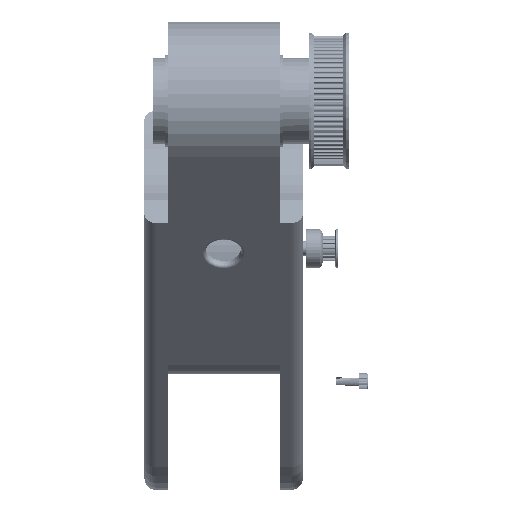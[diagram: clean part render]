
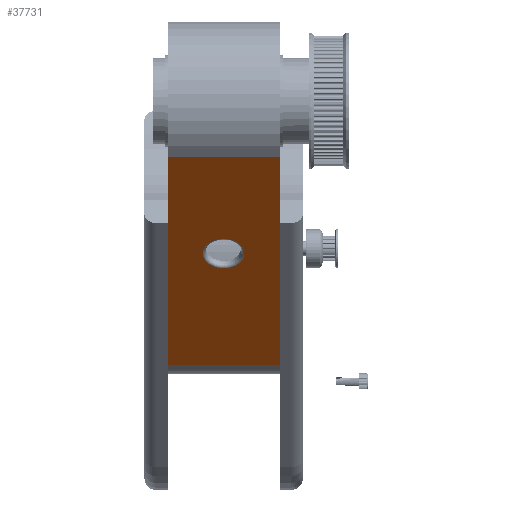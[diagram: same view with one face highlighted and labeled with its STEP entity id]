
A CAD part, front view. The second image highlights one B-rep face of the part: STEP entity #37731.
In plain terms, the highlighted face is planar.
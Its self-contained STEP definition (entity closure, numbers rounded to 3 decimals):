
#2233=FACE_BOUND('',#6554,.T.);
#2761=PLANE('',#40513);
#4347=FACE_OUTER_BOUND('',#6553,.T.);
#6553=EDGE_LOOP('',(#29830,#29831,#29832,#29833));
#6554=EDGE_LOOP('',(#29834));
#8847=LINE('',#107884,#11001);
#8848=LINE('',#107886,#11002);
#8849=LINE('',#107888,#11003);
#8850=LINE('',#107889,#11004);
#11001=VECTOR('',#47656,10.);
#11002=VECTOR('',#47657,10.);
#11003=VECTOR('',#47658,10.);
#11004=VECTOR('',#47659,10.);
#12320=CIRCLE('',#40508,7.25);
#16090=VERTEX_POINT('',#107835);
#16098=VERTEX_POINT('',#107882);
#16099=VERTEX_POINT('',#107883);
#16100=VERTEX_POINT('',#107885);
#16101=VERTEX_POINT('',#107887);
#21146=EDGE_CURVE('',#16090,#16090,#12320,.T.);
#21156=EDGE_CURVE('',#16098,#16099,#8847,.T.);
#21157=EDGE_CURVE('',#16100,#16098,#8848,.T.);
#21158=EDGE_CURVE('',#16101,#16100,#8849,.T.);
#21159=EDGE_CURVE('',#16101,#16099,#8850,.T.);
#29830=ORIENTED_EDGE('',*,*,#21156,.F.);
#29831=ORIENTED_EDGE('',*,*,#21157,.F.);
#29832=ORIENTED_EDGE('',*,*,#21158,.F.);
#29833=ORIENTED_EDGE('',*,*,#21159,.T.);
#29834=ORIENTED_EDGE('',*,*,#21146,.F.);
#37731=ADVANCED_FACE('',(#4347,#2233),#2761,.T.);
#40508=AXIS2_PLACEMENT_3D('',#107836,#47641,#47642);
#40513=AXIS2_PLACEMENT_3D('',#107881,#47654,#47655);
#47641=DIRECTION('center_axis',(0.,0.,-1.));
#47642=DIRECTION('ref_axis',(-1.,0.,0.));
#47654=DIRECTION('center_axis',(0.,0.,-1.));
#47655=DIRECTION('ref_axis',(0.,1.,0.));
#47656=DIRECTION('',(-1.,0.,0.));
#47657=DIRECTION('',(0.,1.,0.));
#47658=DIRECTION('',(1.,0.,0.));
#47659=DIRECTION('',(0.,1.,0.));
#107835=CARTESIAN_POINT('',(-7.25,-25.,-27.5));
#107836=CARTESIAN_POINT('Origin',(0.,-25.,-27.5));
#107881=CARTESIAN_POINT('Origin',(0.,-72.5,-27.5));
#107882=CARTESIAN_POINT('',(19.5,30.,-27.5));
#107883=CARTESIAN_POINT('',(-19.5,30.,-27.5));
#107884=CARTESIAN_POINT('',(0.,30.,-27.5));
#107885=CARTESIAN_POINT('',(19.5,-72.5,-27.5));
#107886=CARTESIAN_POINT('',(19.5,-40.,-27.5));
#107887=CARTESIAN_POINT('',(-19.5,-72.5,-27.5));
#107888=CARTESIAN_POINT('',(0.,-72.5,-27.5));
#107889=CARTESIAN_POINT('',(-19.5,-40.,-27.5));
